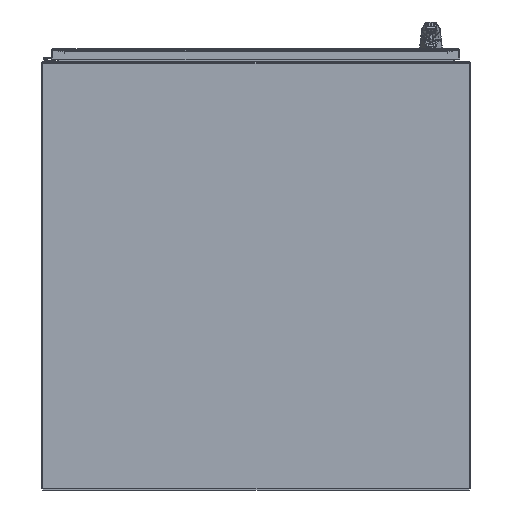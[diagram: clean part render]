
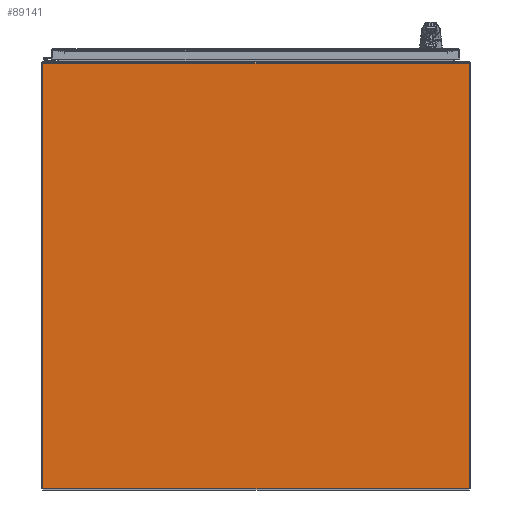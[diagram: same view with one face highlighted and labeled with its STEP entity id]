
A CAD part, front view. The second image highlights one B-rep face of the part: STEP entity #89141.
In plain terms, the highlighted face is planar.
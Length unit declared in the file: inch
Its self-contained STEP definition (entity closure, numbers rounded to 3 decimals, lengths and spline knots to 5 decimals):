
#1811 = CARTESIAN_POINT ( 'NONE',  ( 0., 0., 0. ) ) ;
#3441 = LINE ( 'NONE', #1811, #160418 ) ;
#4814 = ORIENTED_EDGE ( 'NONE', *, *, #112718, .T. ) ;
#13565 = DIRECTION ( 'NONE',  ( 0., -1., 0. ) ) ;
#14072 = LINE ( 'NONE', #41977, #80007 ) ;
#14266 = DIRECTION ( 'NONE',  ( 1., 0., 0. ) ) ;
#18619 = CARTESIAN_POINT ( 'NONE',  ( 17.9688, -18.01565, 0. ) ) ;
#23252 = VERTEX_POINT ( 'NONE', #122243 ) ;
#27624 = EDGE_LOOP ( 'NONE', ( #121176, #69539, #4814, #57727 ) ) ;
#31164 = DIRECTION ( 'NONE',  ( 1., 0., 0. ) ) ;
#31986 = EDGE_CURVE ( 'NONE', #96486, #103832, #107877, .T. ) ;
#41977 = CARTESIAN_POINT ( 'NONE',  ( 0., -36.0313, 0. ) ) ;
#45478 = EDGE_CURVE ( 'NONE', #103832, #23252, #14072, .T. ) ;
#54291 = CARTESIAN_POINT ( 'NONE',  ( 35.9376, -35.90635, 0. ) ) ;
#55552 = AXIS2_PLACEMENT_3D ( 'NONE', #18619, #105160, #31164 ) ;
#57727 = ORIENTED_EDGE ( 'NONE', *, *, #117926, .T. ) ;
#64387 = DIRECTION ( 'NONE',  ( -1., 0., 0. ) ) ;
#65779 = CARTESIAN_POINT ( 'NONE',  ( 26.9532, -35.90635, 0. ) ) ;
#69539 = ORIENTED_EDGE ( 'NONE', *, *, #45478, .T. ) ;
#70925 = CARTESIAN_POINT ( 'NONE',  ( 35.9376, 0., 0. ) ) ;
#75072 = VECTOR ( 'NONE', #64387, 39.37008 ) ;
#80007 = VECTOR ( 'NONE', #99319, 39.37008 ) ;
#80017 = VECTOR ( 'NONE', #13565, 39.37008 ) ;
#82253 = FACE_OUTER_BOUND ( 'NONE', #27624, .T. ) ;
#83860 = LINE ( 'NONE', #87777, #80017 ) ;
#87777 = CARTESIAN_POINT ( 'NONE',  ( 35.9376, 0., 0. ) ) ;
#89141 = ADVANCED_FACE ( 'NONE', ( #82253 ), #141565, .F. ) ;
#96486 = VERTEX_POINT ( 'NONE', #54291 ) ;
#96555 = CARTESIAN_POINT ( 'NONE',  ( 0., -35.90635, 0. ) ) ;
#99319 = DIRECTION ( 'NONE',  ( 0., 1., 0. ) ) ;
#103832 = VERTEX_POINT ( 'NONE', #96555 ) ;
#105160 = DIRECTION ( 'NONE',  ( 0., 0., 1. ) ) ;
#107877 = LINE ( 'NONE', #65779, #75072 ) ;
#112718 = EDGE_CURVE ( 'NONE', #23252, #146389, #3441, .T. ) ;
#117926 = EDGE_CURVE ( 'NONE', #146389, #96486, #83860, .T. ) ;
#121176 = ORIENTED_EDGE ( 'NONE', *, *, #31986, .T. ) ;
#122243 = CARTESIAN_POINT ( 'NONE',  ( 0., 0., 0. ) ) ;
#141565 = PLANE ( 'NONE',  #55552 ) ;
#146389 = VERTEX_POINT ( 'NONE', #70925 ) ;
#160418 = VECTOR ( 'NONE', #14266, 39.37008 ) ;
